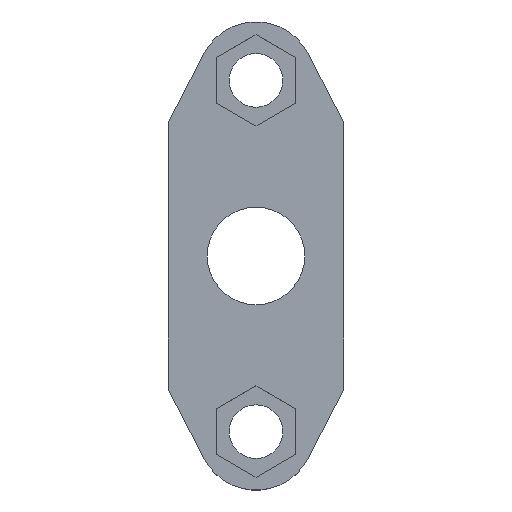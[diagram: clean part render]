
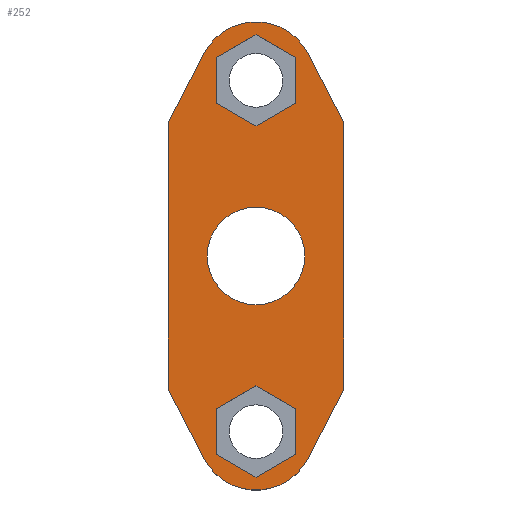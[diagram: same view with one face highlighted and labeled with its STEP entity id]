
A CAD part, top view. The second image highlights one B-rep face of the part: STEP entity #252.
In plain terms, the highlighted planar face has unit normal (0, 0, 1).
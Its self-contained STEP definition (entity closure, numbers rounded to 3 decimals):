
#68=CARTESIAN_POINT('',(0.,0.,3.5));
#69=DIRECTION('',(0.0,0.0,1.0));
#70=DIRECTION('',(1.0,0.0,0.0));
#71=AXIS2_PLACEMENT_3D('',#68,#69,#70);
#72=PLANE('',#71);
#73=CARTESIAN_POINT('',(9.0,-13.638,3.5));
#74=VERTEX_POINT('',#73);
#75=CARTESIAN_POINT('',(5.333,-20.75,3.5));
#76=VERTEX_POINT('',#75);
#77=CARTESIAN_POINT('',(9.0,-13.638,3.5));
#78=DIRECTION('',(-0.458,-0.889,0.0));
#79=VECTOR('',#78,8.001);
#80=LINE('',#77,#79);
#81=EDGE_CURVE('',#74,#76,#80,.T.);
#82=ORIENTED_EDGE('',*,*,#81,.F.);
#83=CARTESIAN_POINT('',(9.,13.638,3.5));
#84=VERTEX_POINT('',#83);
#85=CARTESIAN_POINT('',(9.,13.638,3.5));
#86=DIRECTION('',(0.0,-1.0,0.0));
#87=VECTOR('',#86,27.277);
#88=LINE('',#85,#87);
#89=EDGE_CURVE('',#84,#74,#88,.T.);
#90=ORIENTED_EDGE('',*,*,#89,.F.);
#91=CARTESIAN_POINT('',(5.333,20.75,3.5));
#92=VERTEX_POINT('',#91);
#93=CARTESIAN_POINT('',(5.333,20.75,3.5));
#94=DIRECTION('',(0.458,-0.889,0.0));
#95=VECTOR('',#94,8.001);
#96=LINE('',#93,#95);
#97=EDGE_CURVE('',#92,#84,#96,.T.);
#98=ORIENTED_EDGE('',*,*,#97,.F.);
#99=CARTESIAN_POINT('',(-5.333,20.75,3.5));
#100=VERTEX_POINT('',#99);
#101=CARTESIAN_POINT('',(0.0,18.0,3.5));
#102=DIRECTION('',(0.0,0.0,-1.0));
#103=DIRECTION('',(0.889,0.458,0.0));
#104=AXIS2_PLACEMENT_3D('',#101,#102,#103);
#105=CIRCLE('',#104,6.);
#106=EDGE_CURVE('',#100,#92,#105,.T.);
#107=ORIENTED_EDGE('',*,*,#106,.F.);
#108=CARTESIAN_POINT('',(-9.,13.638,3.5));
#109=VERTEX_POINT('',#108);
#110=CARTESIAN_POINT('',(-9.,13.638,3.5));
#111=DIRECTION('',(0.458,0.889,0.0));
#112=VECTOR('',#111,8.001);
#113=LINE('',#110,#112);
#114=EDGE_CURVE('',#109,#100,#113,.T.);
#115=ORIENTED_EDGE('',*,*,#114,.F.);
#116=CARTESIAN_POINT('',(-9.0,-13.638,3.5));
#117=VERTEX_POINT('',#116);
#118=CARTESIAN_POINT('',(-9.,-13.638,3.5));
#119=DIRECTION('',(0.0,1.0,0.0));
#120=VECTOR('',#119,27.277);
#121=LINE('',#118,#120);
#122=EDGE_CURVE('',#117,#109,#121,.T.);
#123=ORIENTED_EDGE('',*,*,#122,.F.);
#124=CARTESIAN_POINT('',(-5.333,-20.75,3.5));
#125=VERTEX_POINT('',#124);
#126=CARTESIAN_POINT('',(-5.333,-20.75,3.5));
#127=DIRECTION('',(-0.458,0.889,0.0));
#128=VECTOR('',#127,8.001);
#129=LINE('',#126,#128);
#130=EDGE_CURVE('',#125,#117,#129,.T.);
#131=ORIENTED_EDGE('',*,*,#130,.F.);
#132=CARTESIAN_POINT('',(0.0,-18.0,3.5));
#133=DIRECTION('',(0.0,0.0,-1.0));
#134=DIRECTION('',(-0.889,-0.458,0.0));
#135=AXIS2_PLACEMENT_3D('',#132,#133,#134);
#136=CIRCLE('',#135,6.);
#137=EDGE_CURVE('',#76,#125,#136,.T.);
#138=ORIENTED_EDGE('',*,*,#137,.F.);
#139=EDGE_LOOP('',(#82,#90,#98,#107,#115,#123,#131,#138));
#140=FACE_OUTER_BOUND('',#139,.T.);
#141=CARTESIAN_POINT('',(5.0,0.,3.5));
#142=VERTEX_POINT('',#141);
#143=CARTESIAN_POINT('',(0.0,0.0,3.5));
#144=DIRECTION('',(0.0,0.0,-1.0));
#145=DIRECTION('',(-1.0,0.0,0.0));
#146=AXIS2_PLACEMENT_3D('',#143,#144,#145);
#147=CIRCLE('',#146,5.0);
#148=EDGE_CURVE('',#142,#142,#147,.T.);
#149=ORIENTED_EDGE('',*,*,#148,.T.);
#150=EDGE_LOOP('',(#149));
#151=FACE_BOUND('',#150,.T.);
#152=CARTESIAN_POINT('',(0.,-13.323,3.5));
#153=VERTEX_POINT('',#152);
#154=CARTESIAN_POINT('',(4.05,-15.662,3.5));
#155=VERTEX_POINT('',#154);
#156=CARTESIAN_POINT('',(0.,-13.323,3.5));
#157=DIRECTION('',(0.866,-0.5,0.0));
#158=VECTOR('',#157,4.677);
#159=LINE('',#156,#158);
#160=EDGE_CURVE('',#153,#155,#159,.T.);
#161=ORIENTED_EDGE('',*,*,#160,.T.);
#162=CARTESIAN_POINT('',(4.05,-20.338,3.5));
#163=VERTEX_POINT('',#162);
#164=CARTESIAN_POINT('',(4.05,-15.662,3.5));
#165=DIRECTION('',(0.0,-1.0,0.0));
#166=VECTOR('',#165,4.677);
#167=LINE('',#164,#166);
#168=EDGE_CURVE('',#155,#163,#167,.T.);
#169=ORIENTED_EDGE('',*,*,#168,.T.);
#170=CARTESIAN_POINT('',(0.,-22.677,3.5));
#171=VERTEX_POINT('',#170);
#172=CARTESIAN_POINT('',(4.05,-20.338,3.5));
#173=DIRECTION('',(-0.866,-0.5,0.0));
#174=VECTOR('',#173,4.677);
#175=LINE('',#172,#174);
#176=EDGE_CURVE('',#163,#171,#175,.T.);
#177=ORIENTED_EDGE('',*,*,#176,.T.);
#178=CARTESIAN_POINT('',(-4.05,-20.338,3.5));
#179=VERTEX_POINT('',#178);
#180=CARTESIAN_POINT('',(0.0,-22.677,3.5));
#181=DIRECTION('',(-0.866,0.5,0.0));
#182=VECTOR('',#181,4.677);
#183=LINE('',#180,#182);
#184=EDGE_CURVE('',#171,#179,#183,.T.);
#185=ORIENTED_EDGE('',*,*,#184,.T.);
#186=CARTESIAN_POINT('',(-4.05,-15.662,3.5));
#187=VERTEX_POINT('',#186);
#188=CARTESIAN_POINT('',(-4.05,-20.338,3.5));
#189=DIRECTION('',(0.0,1.0,0.0));
#190=VECTOR('',#189,4.677);
#191=LINE('',#188,#190);
#192=EDGE_CURVE('',#179,#187,#191,.T.);
#193=ORIENTED_EDGE('',*,*,#192,.T.);
#194=CARTESIAN_POINT('',(-4.05,-15.662,3.5));
#195=DIRECTION('',(0.866,0.5,0.0));
#196=VECTOR('',#195,4.677);
#197=LINE('',#194,#196);
#198=EDGE_CURVE('',#187,#153,#197,.T.);
#199=ORIENTED_EDGE('',*,*,#198,.T.);
#200=EDGE_LOOP('',(#161,#169,#177,#185,#193,#199));
#201=FACE_BOUND('',#200,.T.);
#202=CARTESIAN_POINT('',(0.,22.677,3.5));
#203=VERTEX_POINT('',#202);
#204=CARTESIAN_POINT('',(4.05,20.338,3.5));
#205=VERTEX_POINT('',#204);
#206=CARTESIAN_POINT('',(0.,22.677,3.5));
#207=DIRECTION('',(0.866,-0.5,0.0));
#208=VECTOR('',#207,4.677);
#209=LINE('',#206,#208);
#210=EDGE_CURVE('',#203,#205,#209,.T.);
#211=ORIENTED_EDGE('',*,*,#210,.T.);
#212=CARTESIAN_POINT('',(4.05,15.662,3.5));
#213=VERTEX_POINT('',#212);
#214=CARTESIAN_POINT('',(4.05,20.338,3.5));
#215=DIRECTION('',(0.0,-1.0,0.0));
#216=VECTOR('',#215,4.677);
#217=LINE('',#214,#216);
#218=EDGE_CURVE('',#205,#213,#217,.T.);
#219=ORIENTED_EDGE('',*,*,#218,.T.);
#220=CARTESIAN_POINT('',(0.,13.323,3.5));
#221=VERTEX_POINT('',#220);
#222=CARTESIAN_POINT('',(4.05,15.662,3.5));
#223=DIRECTION('',(-0.866,-0.5,0.0));
#224=VECTOR('',#223,4.677);
#225=LINE('',#222,#224);
#226=EDGE_CURVE('',#213,#221,#225,.T.);
#227=ORIENTED_EDGE('',*,*,#226,.T.);
#228=CARTESIAN_POINT('',(-4.05,15.662,3.5));
#229=VERTEX_POINT('',#228);
#230=CARTESIAN_POINT('',(0.,13.323,3.5));
#231=DIRECTION('',(-0.866,0.5,0.0));
#232=VECTOR('',#231,4.677);
#233=LINE('',#230,#232);
#234=EDGE_CURVE('',#221,#229,#233,.T.);
#235=ORIENTED_EDGE('',*,*,#234,.T.);
#236=CARTESIAN_POINT('',(-4.05,20.338,3.5));
#237=VERTEX_POINT('',#236);
#238=CARTESIAN_POINT('',(-4.05,15.662,3.5));
#239=DIRECTION('',(0.0,1.0,0.0));
#240=VECTOR('',#239,4.677);
#241=LINE('',#238,#240);
#242=EDGE_CURVE('',#229,#237,#241,.T.);
#243=ORIENTED_EDGE('',*,*,#242,.T.);
#244=CARTESIAN_POINT('',(-4.05,20.338,3.5));
#245=DIRECTION('',(0.866,0.5,0.0));
#246=VECTOR('',#245,4.677);
#247=LINE('',#244,#246);
#248=EDGE_CURVE('',#237,#203,#247,.T.);
#249=ORIENTED_EDGE('',*,*,#248,.T.);
#250=EDGE_LOOP('',(#211,#219,#227,#235,#243,#249));
#251=FACE_BOUND('',#250,.T.);
#252=ADVANCED_FACE('',(#140,#151,#201,#251),#72,.T.);
